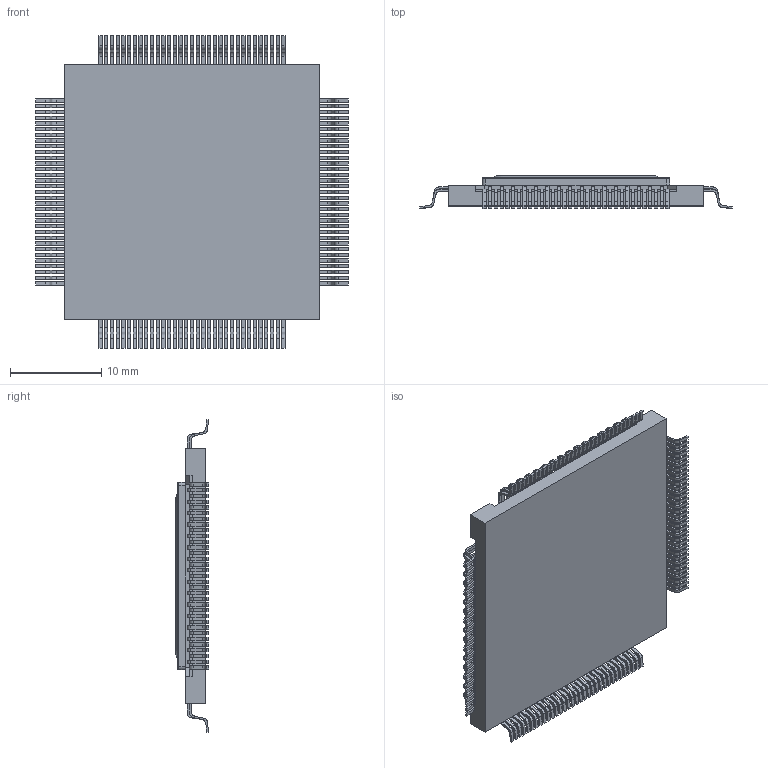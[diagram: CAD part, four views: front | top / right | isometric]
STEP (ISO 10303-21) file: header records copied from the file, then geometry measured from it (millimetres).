
FILE_DESCRIPTION( ( 'Unknown' ), '1' );
FILE_NAME( 'Микр 4229.132-3-1867ВЦ2АТ.stp', 'Unknown', ( 'Unknown' ), ( 'Unknown' ), 'PSStep 17.0.49', 'Unknown', ' ' );
FILE_SCHEMA( ( 'AUTOMOTIVE_DESIGN { 1 0 10303 214 1 1 1 1 }' ) );
Length unit declared in the file: millimetre
Products named in the file (6): Assem1; Основание+; Ножка+; Ножка++; Ободок+; Крышка
Assembly tree (135 placements, depth 2):
  Assem1
    Основание+
    Ножка+  x68
    Ножка++  x64
    Ободок+
    Крышка
Bounding box: 34.2 x 3.65 x 34.2 mm (x, y, z)
Volume: 1618.3 mm3; surface area: 3980.9 mm2
Topology: 135 solids, 135 shells, 3695 faces, 10161 edges, 6761 vertices
Faces by surface type: plane 2797, cylinder 850, extrusion 24, torus 12, cone 8, bspline 4
Full cylindrical faces by diameter (mm): 0.5 x1
Entity records: 56972 total; most frequent: CARTESIAN_POINT 9399, ORIENTED_EDGE 7832, DIRECTION 6990, EDGE_CURVE 3916, VECTOR 3720, LINE 3696, VERTEX_POINT 2600, AXIS2_PLACEMENT_3D 1635
